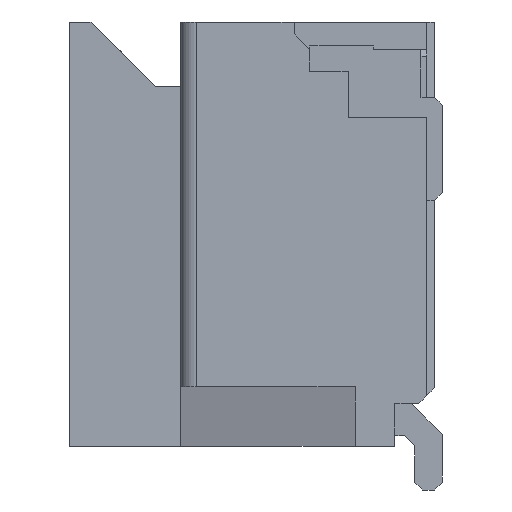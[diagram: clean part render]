
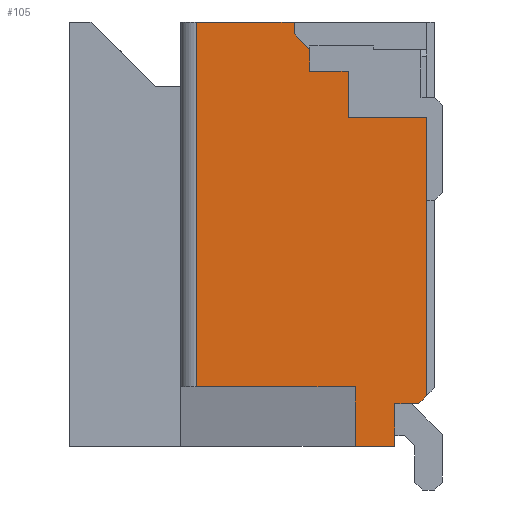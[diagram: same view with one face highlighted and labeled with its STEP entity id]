
A CAD part, left-side view. The second image highlights one B-rep face of the part: STEP entity #105.
In plain terms, the highlighted planar face has unit normal (-1, 0, 0).
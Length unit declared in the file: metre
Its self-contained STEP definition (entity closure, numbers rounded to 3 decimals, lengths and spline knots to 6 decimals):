
#105 = ADVANCED_FACE( '', ( #545 ), #546, .T. );
#545 = FACE_OUTER_BOUND( '', #1320, .T. );
#546 = PLANE( '', #1321 );
#1320 = EDGE_LOOP( '', ( #2501, #2502, #2503, #2504, #2505, #2506, #2507, #2508, #2509, #2510, #2511, #2512, #2513, #2514, #2515 ) );
#1321 = AXIS2_PLACEMENT_3D( '', #2516, #2517, #2518 );
#2501 = ORIENTED_EDGE( '', *, *, #5408, .T. );
#2502 = ORIENTED_EDGE( '', *, *, #5570, .F. );
#2503 = ORIENTED_EDGE( '', *, *, #5256, .F. );
#2504 = ORIENTED_EDGE( '', *, *, #5269, .T. );
#2505 = ORIENTED_EDGE( '', *, *, #5571, .F. );
#2506 = ORIENTED_EDGE( '', *, *, #5572, .T. );
#2507 = ORIENTED_EDGE( '', *, *, #5573, .F. );
#2508 = ORIENTED_EDGE( '', *, *, #5574, .T. );
#2509 = ORIENTED_EDGE( '', *, *, #5532, .T. );
#2510 = ORIENTED_EDGE( '', *, *, #5575, .T. );
#2511 = ORIENTED_EDGE( '', *, *, #5576, .T. );
#2512 = ORIENTED_EDGE( '', *, *, #5577, .T. );
#2513 = ORIENTED_EDGE( '', *, *, #5578, .F. );
#2514 = ORIENTED_EDGE( '', *, *, #5579, .T. );
#2515 = ORIENTED_EDGE( '', *, *, #5580, .T. );
#2516 = CARTESIAN_POINT( '', ( -0.0085, 0.0016, -0.002675 ) );
#2517 = DIRECTION( '', ( -1., 0., 0. ) );
#2518 = DIRECTION( '', ( 0., 0., 1. ) );
#5256 = EDGE_CURVE( '', #6332, #6333, #6334, .T. );
#5269 = EDGE_CURVE( '', #6332, #6356, #6359, .T. );
#5408 = EDGE_CURVE( '', #6636, #6634, #6637, .T. );
#5532 = EDGE_CURVE( '', #6872, #6869, #6873, .T. );
#5570 = EDGE_CURVE( '', #6333, #6634, #6938, .T. );
#5571 = EDGE_CURVE( '', #6939, #6356, #6940, .T. );
#5572 = EDGE_CURVE( '', #6939, #6941, #6942, .T. );
#5573 = EDGE_CURVE( '', #6943, #6941, #6944, .T. );
#5574 = EDGE_CURVE( '', #6943, #6872, #6945, .T. );
#5575 = EDGE_CURVE( '', #6869, #6946, #6947, .T. );
#5576 = EDGE_CURVE( '', #6946, #6948, #6949, .T. );
#5577 = EDGE_CURVE( '', #6948, #6950, #6951, .T. );
#5578 = EDGE_CURVE( '', #6952, #6950, #6953, .T. );
#5579 = EDGE_CURVE( '', #6952, #6954, #6955, .T. );
#5580 = EDGE_CURVE( '', #6954, #6636, #6956, .T. );
#6332 = VERTEX_POINT( '', #8113 );
#6333 = VERTEX_POINT( '', #8114 );
#6334 = LINE( '', #8115, #8116 );
#6356 = VERTEX_POINT( '', #8149 );
#6359 = LINE( '', #8153, #8154 );
#6634 = VERTEX_POINT( '', #8564 );
#6636 = VERTEX_POINT( '', #8567 );
#6637 = LINE( '', #8568, #8569 );
#6869 = VERTEX_POINT( '', #8917 );
#6872 = VERTEX_POINT( '', #8921 );
#6873 = LINE( '', #8922, #8923 );
#6938 = LINE( '', #9025, #9026 );
#6939 = VERTEX_POINT( '', #9027 );
#6940 = LINE( '', #9028, #9029 );
#6941 = VERTEX_POINT( '', #9030 );
#6942 = LINE( '', #9031, #9032 );
#6943 = VERTEX_POINT( '', #9033 );
#6944 = LINE( '', #9034, #9035 );
#6945 = LINE( '', #9036, #9037 );
#6946 = VERTEX_POINT( '', #9038 );
#6947 = LINE( '', #9039, #9040 );
#6948 = VERTEX_POINT( '', #9041 );
#6949 = LINE( '', #9042, #9043 );
#6950 = VERTEX_POINT( '', #9044 );
#6951 = LINE( '', #9045, #9046 );
#6952 = VERTEX_POINT( '', #9047 );
#6953 = LINE( '', #9048, #9049 );
#6954 = VERTEX_POINT( '', #9050 );
#6955 = LINE( '', #9051, #9052 );
#6956 = LINE( '', #9053, #9054 );
#8113 = CARTESIAN_POINT( '', ( -0.0085, -0.0011, -0.002675 ) );
#8114 = CARTESIAN_POINT( '', ( -0.0085, -0.0006, -0.002675 ) );
#8115 = CARTESIAN_POINT( '', ( -0.0085, -0.0011, -0.002675 ) );
#8116 = VECTOR( '', #10916, 1. );
#8149 = CARTESIAN_POINT( '', ( -0.0085, -0.0011, -0.002135 ) );
#8153 = CARTESIAN_POINT( '', ( -0.0085, -0.0011, -0.002675 ) );
#8154 = VECTOR( '', #10929, 1. );
#8564 = CARTESIAN_POINT( '', ( -0.0085, -0.0006, -0.001925 ) );
#8567 = CARTESIAN_POINT( '', ( -0.0085, 0.0014, -0.001925 ) );
#8568 = CARTESIAN_POINT( '', ( -0.0085, 0.0014, -0.001925 ) );
#8569 = VECTOR( '', #11072, 1. );
#8917 = CARTESIAN_POINT( '', ( -0.0085, -0.00051, 0.002055 ) );
#8921 = CARTESIAN_POINT( '', ( -0.0085, -0.00051, 0.001475 ) );
#8922 = CARTESIAN_POINT( '', ( -0.0085, -0.00051, 0.001475 ) );
#8923 = VECTOR( '', #11208, 1. );
#9025 = CARTESIAN_POINT( '', ( -0.0085, -0.0006, -0.002675 ) );
#9026 = VECTOR( '', #11246, 1. );
#9027 = CARTESIAN_POINT( '', ( -0.0085, -0.0014, -0.002135 ) );
#9028 = CARTESIAN_POINT( '', ( -0.0085, -0.0014, -0.002135 ) );
#9029 = VECTOR( '', #11247, 1. );
#9030 = CARTESIAN_POINT( '', ( -0.0085, -0.0015, -0.002035 ) );
#9031 = CARTESIAN_POINT( '', ( -0.0085, -0.0014, -0.002135 ) );
#9032 = VECTOR( '', #11248, 1. );
#9033 = CARTESIAN_POINT( '', ( -0.0085, -0.0015, 0.001475 ) );
#9034 = CARTESIAN_POINT( '', ( -0.0085, -0.0015, 0.001475 ) );
#9035 = VECTOR( '', #11249, 1. );
#9036 = CARTESIAN_POINT( '', ( -0.0085, -0.0015, 0.001475 ) );
#9037 = VECTOR( '', #11250, 1. );
#9038 = CARTESIAN_POINT( '', ( -0.0085, -0.00003, 0.002055 ) );
#9039 = CARTESIAN_POINT( '', ( -0.0085, -0.00051, 0.002055 ) );
#9040 = VECTOR( '', #11251, 1. );
#9041 = CARTESIAN_POINT( '', ( -0.0085, -0.00003, 0.002325 ) );
#9042 = CARTESIAN_POINT( '', ( -0.0085, -0.00003, 0.002055 ) );
#9043 = VECTOR( '', #11252, 1. );
#9044 = CARTESIAN_POINT( '', ( -0.0085, 0.00017, 0.002525 ) );
#9045 = CARTESIAN_POINT( '', ( -0.0085, -0.00003, 0.002325 ) );
#9046 = VECTOR( '', #11253, 1. );
#9047 = CARTESIAN_POINT( '', ( -0.0085, 0.00017, 0.002675 ) );
#9048 = CARTESIAN_POINT( '', ( -0.0085, 0.00017, 0.002675 ) );
#9049 = VECTOR( '', #11254, 1. );
#9050 = CARTESIAN_POINT( '', ( -0.0085, 0.0014, 0.002675 ) );
#9051 = CARTESIAN_POINT( '', ( -0.0085, 0.00017, 0.002675 ) );
#9052 = VECTOR( '', #11255, 1. );
#9053 = CARTESIAN_POINT( '', ( -0.0085, 0.0014, 0.002675 ) );
#9054 = VECTOR( '', #11256, 1. );
#10916 = DIRECTION( '', ( 0., 1., 0. ) );
#10929 = DIRECTION( '', ( 0., 0., 1. ) );
#11072 = DIRECTION( '', ( 0., -1., 0. ) );
#11208 = DIRECTION( '', ( 0., 0., 1. ) );
#11246 = DIRECTION( '', ( 0., 0., 1. ) );
#11247 = DIRECTION( '', ( 0., 1., 0. ) );
#11248 = DIRECTION( '', ( 0., -0.707, 0.707 ) );
#11249 = DIRECTION( '', ( 0., 0., -1. ) );
#11250 = DIRECTION( '', ( 0., 1., 0. ) );
#11251 = DIRECTION( '', ( 0., 1., 0. ) );
#11252 = DIRECTION( '', ( 0., 0., 1. ) );
#11253 = DIRECTION( '', ( 0., 0.707, 0.707 ) );
#11254 = DIRECTION( '', ( 0., 0., -1. ) );
#11255 = DIRECTION( '', ( 0., 1., 0. ) );
#11256 = DIRECTION( '', ( 0., 0., -1. ) );
